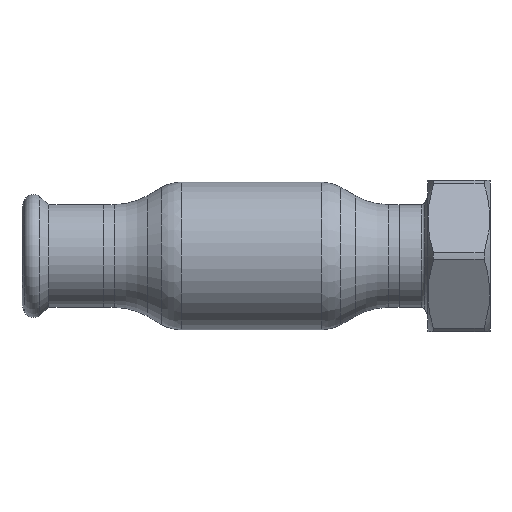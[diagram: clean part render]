
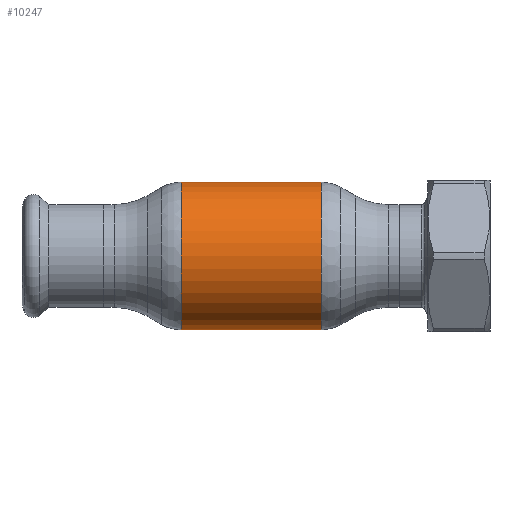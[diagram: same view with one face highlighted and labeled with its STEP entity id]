
A CAD part, front view. The second image highlights one B-rep face of the part: STEP entity #10247.
In plain terms, the highlighted cylindrical face has radius 22.5 mm (diameter 45 mm), a partial arc.
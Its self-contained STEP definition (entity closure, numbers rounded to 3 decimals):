
#168 = AXIS2_PLACEMENT_3D ( 'NONE', #11742, #59392, #26111 ) ;
#247 = CARTESIAN_POINT ( 'NONE',  ( -62.69, 0., 22.5 ) ) ;
#339 = ORIENTED_EDGE ( 'NONE', *, *, #11730, .F. ) ;
#2359 = EDGE_CURVE ( 'NONE', #39597, #4139, #39439, .T. ) ;
#3715 = VERTEX_POINT ( 'NONE', #58714 ) ;
#4139 = VERTEX_POINT ( 'NONE', #15309 ) ;
#9748 = CARTESIAN_POINT ( 'NONE',  ( 21.285, 0., 0. ) ) ;
#10247 = ADVANCED_FACE ( 'NONE', ( #47600 ), #47897, .T. ) ;
#10442 = VECTOR ( 'NONE', #43472, 1000. ) ;
#11730 = EDGE_CURVE ( 'NONE', #27473, #4139, #26986, .T. ) ;
#11742 = CARTESIAN_POINT ( 'NONE',  ( -21.285, 0., 0. ) ) ;
#15309 = CARTESIAN_POINT ( 'NONE',  ( -21.285, 0., 22.5 ) ) ;
#18945 = AXIS2_PLACEMENT_3D ( 'NONE', #48216, #33005, #19267 ) ;
#19267 = DIRECTION ( 'NONE',  ( 0., 0., 1. ) ) ;
#20781 = DIRECTION ( 'NONE',  ( -1., 0., 0. ) ) ;
#21197 = VECTOR ( 'NONE', #20781, 1000. ) ;
#24141 = DIRECTION ( 'NONE',  ( 0., 0., 1. ) ) ;
#25475 = CARTESIAN_POINT ( 'NONE',  ( -62.69, 0., -22.5 ) ) ;
#26111 = DIRECTION ( 'NONE',  ( 0., 0., 1. ) ) ;
#26194 = EDGE_CURVE ( 'NONE', #3715, #39597, #30372, .T. ) ;
#26986 = CIRCLE ( 'NONE', #168, 22.5 ) ;
#27473 = VERTEX_POINT ( 'NONE', #41737 ) ;
#30372 = CIRCLE ( 'NONE', #35334, 22.5 ) ;
#31366 = ORIENTED_EDGE ( 'NONE', *, *, #60104, .F. ) ;
#33005 = DIRECTION ( 'NONE',  ( -1., 0., 0. ) ) ;
#33697 = EDGE_LOOP ( 'NONE', ( #31366, #38087, #38888, #339 ) ) ;
#35334 = AXIS2_PLACEMENT_3D ( 'NONE', #9748, #57691, #24141 ) ;
#38087 = ORIENTED_EDGE ( 'NONE', *, *, #26194, .T. ) ;
#38421 = CARTESIAN_POINT ( 'NONE',  ( 21.285, 0., 22.5 ) ) ;
#38888 = ORIENTED_EDGE ( 'NONE', *, *, #2359, .T. ) ;
#39439 = LINE ( 'NONE', #247, #10442 ) ;
#39597 = VERTEX_POINT ( 'NONE', #38421 ) ;
#41737 = CARTESIAN_POINT ( 'NONE',  ( -21.285, 0., -22.5 ) ) ;
#43472 = DIRECTION ( 'NONE',  ( -1., 0., 0. ) ) ;
#47600 = FACE_OUTER_BOUND ( 'NONE', #33697, .T. ) ;
#47897 = CYLINDRICAL_SURFACE ( 'NONE', #18945, 22.5 ) ;
#48216 = CARTESIAN_POINT ( 'NONE',  ( -62.69, 0., 0. ) ) ;
#57691 = DIRECTION ( 'NONE',  ( -1., 0., 0. ) ) ;
#58124 = LINE ( 'NONE', #25475, #21197 ) ;
#58714 = CARTESIAN_POINT ( 'NONE',  ( 21.285, 0., -22.5 ) ) ;
#59392 = DIRECTION ( 'NONE',  ( -1., 0., 0. ) ) ;
#60104 = EDGE_CURVE ( 'NONE', #3715, #27473, #58124, .T. ) ;
